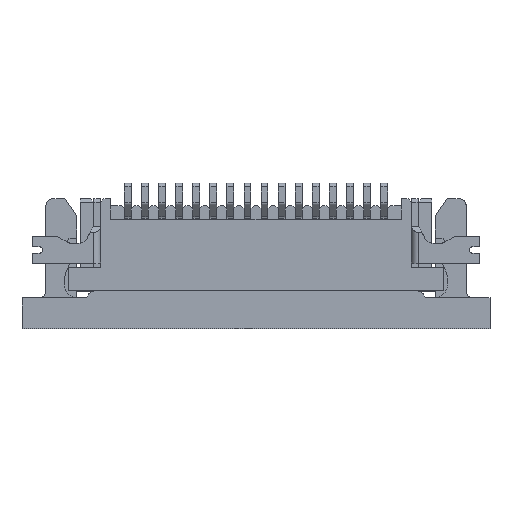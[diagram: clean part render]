
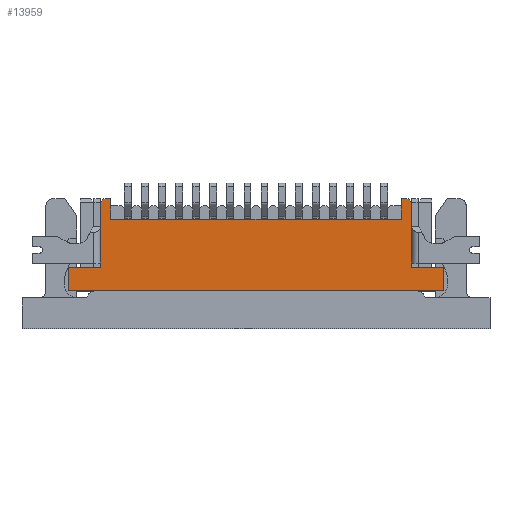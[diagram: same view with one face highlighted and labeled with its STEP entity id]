
A CAD part, top view. The second image highlights one B-rep face of the part: STEP entity #13959.
In plain terms, the highlighted planar face has unit normal (0, 0, 1).
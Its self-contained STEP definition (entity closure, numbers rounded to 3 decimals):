
#734=ORIENTED_EDGE('',*,*,#4968,.T.);
#735=ORIENTED_EDGE('',*,*,#4969,.T.);
#736=ORIENTED_EDGE('',*,*,#4970,.T.);
#737=ORIENTED_EDGE('',*,*,#4971,.T.);
#738=ORIENTED_EDGE('',*,*,#4972,.T.);
#739=ORIENTED_EDGE('',*,*,#4973,.F.);
#740=ORIENTED_EDGE('',*,*,#4974,.F.);
#741=ORIENTED_EDGE('',*,*,#4975,.T.);
#742=ORIENTED_EDGE('',*,*,#4976,.T.);
#743=ORIENTED_EDGE('',*,*,#4977,.T.);
#744=ORIENTED_EDGE('',*,*,#4978,.F.);
#745=ORIENTED_EDGE('',*,*,#4979,.F.);
#746=ORIENTED_EDGE('',*,*,#4980,.T.);
#747=ORIENTED_EDGE('',*,*,#4981,.T.);
#4968=EDGE_CURVE('',#7077,#7078,#8445,.T.);
#4969=EDGE_CURVE('',#7078,#7079,#8446,.T.);
#4970=EDGE_CURVE('',#7079,#7080,#8447,.T.);
#4971=EDGE_CURVE('',#7080,#7081,#8448,.T.);
#4972=EDGE_CURVE('',#7081,#7082,#8449,.T.);
#4973=EDGE_CURVE('',#7083,#7082,#8450,.T.);
#4974=EDGE_CURVE('',#7084,#7083,#8451,.T.);
#4975=EDGE_CURVE('',#7084,#7085,#8452,.T.);
#4976=EDGE_CURVE('',#7085,#7086,#8453,.T.);
#4977=EDGE_CURVE('',#7086,#7087,#8454,.T.);
#4978=EDGE_CURVE('',#7088,#7087,#8455,.T.);
#4979=EDGE_CURVE('',#7089,#7088,#8456,.T.);
#4980=EDGE_CURVE('',#7089,#7090,#8457,.T.);
#4981=EDGE_CURVE('',#7090,#7077,#8458,.T.);
#7077=VERTEX_POINT('',#19878);
#7078=VERTEX_POINT('',#19879);
#7079=VERTEX_POINT('',#19881);
#7080=VERTEX_POINT('',#19883);
#7081=VERTEX_POINT('',#19885);
#7082=VERTEX_POINT('',#19887);
#7083=VERTEX_POINT('',#19889);
#7084=VERTEX_POINT('',#19891);
#7085=VERTEX_POINT('',#19893);
#7086=VERTEX_POINT('',#19895);
#7087=VERTEX_POINT('',#19897);
#7088=VERTEX_POINT('',#19899);
#7089=VERTEX_POINT('',#19901);
#7090=VERTEX_POINT('',#19903);
#8445=LINE('',#19877,#10292);
#8446=LINE('',#19880,#10293);
#8447=LINE('',#19882,#10294);
#8448=LINE('',#19884,#10295);
#8449=LINE('',#19886,#10296);
#8450=LINE('',#19888,#10297);
#8451=LINE('',#19890,#10298);
#8452=LINE('',#19892,#10299);
#8453=LINE('',#19894,#10300);
#8454=LINE('',#19896,#10301);
#8455=LINE('',#19898,#10302);
#8456=LINE('',#19900,#10303);
#8457=LINE('',#19902,#10304);
#8458=LINE('',#19904,#10305);
#10292=VECTOR('',#15970,1000.);
#10293=VECTOR('',#15971,1000.);
#10294=VECTOR('',#15972,1000.);
#10295=VECTOR('',#15973,1000.);
#10296=VECTOR('',#15974,1000.);
#10297=VECTOR('',#15975,1000.);
#10298=VECTOR('',#15976,1000.);
#10299=VECTOR('',#15977,1000.);
#10300=VECTOR('',#15978,1000.);
#10301=VECTOR('',#15979,1000.);
#10302=VECTOR('',#15980,1000.);
#10303=VECTOR('',#15981,1000.);
#10304=VECTOR('',#15982,1000.);
#10305=VECTOR('',#15983,1000.);
#12025=EDGE_LOOP('',(#734,#735,#736,#737,#738,#739,#740,#741,#742,#743,
#744,#745,#746,#747));
#12716=FACE_BOUND('',#12025,.T.);
#13391=PLANE('',#14741);
#13959=ADVANCED_FACE('',(#12716),#13391,.T.);
#14741=AXIS2_PLACEMENT_3D('',#19876,#15968,#15969);
#15968=DIRECTION('',(0.,0.,1.));
#15969=DIRECTION('',(1.,0.,0.));
#15970=DIRECTION('',(0.,-1.,0.));
#15971=DIRECTION('',(-1.,0.,0.));
#15972=DIRECTION('',(0.,1.,0.));
#15973=DIRECTION('',(-1.,0.,0.));
#15974=DIRECTION('',(-0.707,-0.707,0.));
#15975=DIRECTION('',(0.,1.,0.));
#15976=DIRECTION('',(1.,0.,0.));
#15977=DIRECTION('',(0.,-1.,0.));
#15978=DIRECTION('',(1.,0.,0.));
#15979=DIRECTION('',(0.,1.,0.));
#15980=DIRECTION('',(1.,0.,0.));
#15981=DIRECTION('',(0.,-1.,0.));
#15982=DIRECTION('',(-0.707,0.707,0.));
#15983=DIRECTION('',(-1.,0.,0.));
#19876=CARTESIAN_POINT('',(0.,0.,0.6));
#19877=CARTESIAN_POINT('',(4.25,1.35,0.6));
#19878=CARTESIAN_POINT('',(4.25,1.35,0.6));
#19879=CARTESIAN_POINT('',(4.25,0.75,0.6));
#19880=CARTESIAN_POINT('',(-3.65,0.75,0.6));
#19881=CARTESIAN_POINT('',(-4.25,0.75,0.6));
#19882=CARTESIAN_POINT('',(-4.25,1.15,0.6));
#19883=CARTESIAN_POINT('',(-4.25,1.35,0.6));
#19884=CARTESIAN_POINT('',(5.5,1.35,0.6));
#19885=CARTESIAN_POINT('',(-4.45,1.35,0.6));
#19886=CARTESIAN_POINT('',(-2.9,2.9,0.6));
#19887=CARTESIAN_POINT('',(-4.55,1.25,0.6));
#19888=CARTESIAN_POINT('',(-4.55,-0.65,0.6));
#19889=CARTESIAN_POINT('',(-4.55,-0.65,0.6));
#19890=CARTESIAN_POINT('',(-5.5,-0.65,0.6));
#19891=CARTESIAN_POINT('',(-5.5,-0.65,0.6));
#19892=CARTESIAN_POINT('',(-5.5,1.35,0.6));
#19893=CARTESIAN_POINT('',(-5.5,-1.35,0.6));
#19894=CARTESIAN_POINT('',(-5.5,-1.35,0.6));
#19895=CARTESIAN_POINT('',(5.5,-1.35,0.6));
#19896=CARTESIAN_POINT('',(5.5,-1.35,0.6));
#19897=CARTESIAN_POINT('',(5.5,-0.65,0.6));
#19898=CARTESIAN_POINT('',(5.15,-0.65,0.6));
#19899=CARTESIAN_POINT('',(4.55,-0.65,0.6));
#19900=CARTESIAN_POINT('',(4.55,1.35,0.6));
#19901=CARTESIAN_POINT('',(4.55,1.25,0.6));
#19902=CARTESIAN_POINT('',(2.9,2.9,0.6));
#19903=CARTESIAN_POINT('',(4.45,1.35,0.6));
#19904=CARTESIAN_POINT('',(5.5,1.35,0.6));
